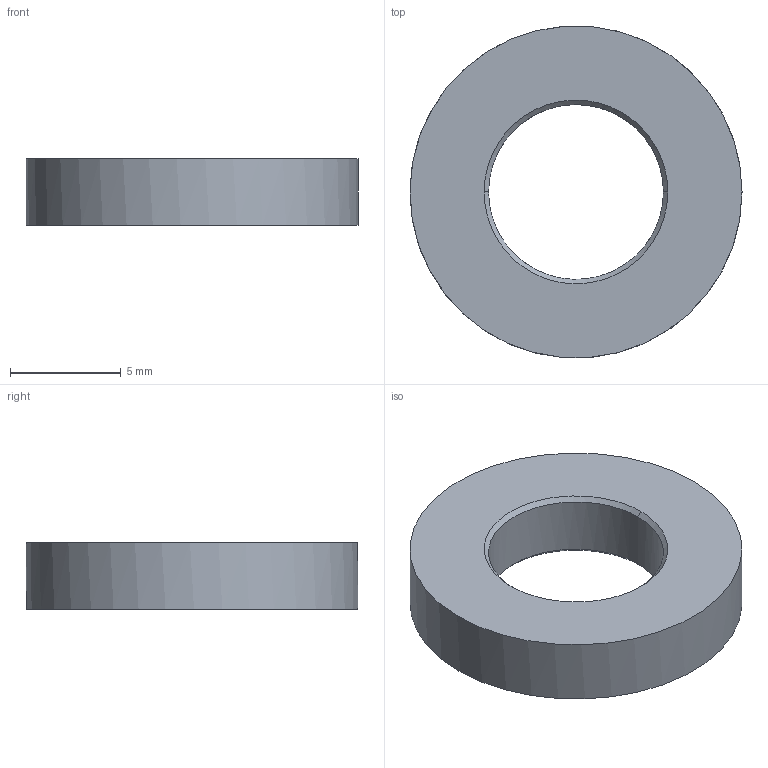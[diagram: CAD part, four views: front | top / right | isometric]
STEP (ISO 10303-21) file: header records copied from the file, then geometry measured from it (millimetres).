
FILE_DESCRIPTION (( 'STEP AP214' ), '1' );
FILE_NAME ('1036-A2P-A.STEP', '2013-05-15T14:39:58', ( '3DAssist' ), ( '' ), 'SwSTEP 2.0', 'SolidWorks 2013', '' );
FILE_SCHEMA (( 'AUTOMOTIVE_DESIGN' ));
Length unit declared in the file: millimetre
Products named in the file (1): 1036-A2P-A
Bounding box: 15 x 14.96 x 3 mm (x, y, z)
Volume: 382.7 mm3; surface area: 465.9 mm2
Topology: 1 solids, 1 shells, 8 faces, 16 edges, 10 vertices
Faces by surface type: bspline 5, plane 2, cylinder 1
Full cylindrical faces by diameter (mm): 7.9 x1
Entity records: 662 total; most frequent: CARTESIAN_POINT 506, ORIENTED_EDGE 28, B_SPLINE_CURVE_WITH_KNOTS 14, EDGE_CURVE 14, EDGE_LOOP 12, VERTEX_POINT 10, FACE_OUTER_BOUND 10, ADVANCED_FACE 8
